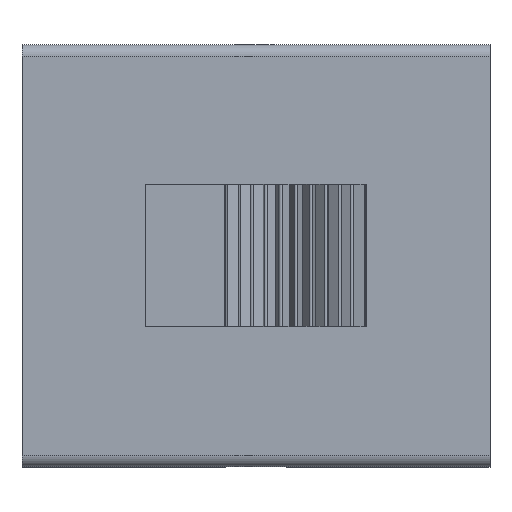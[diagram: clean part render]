
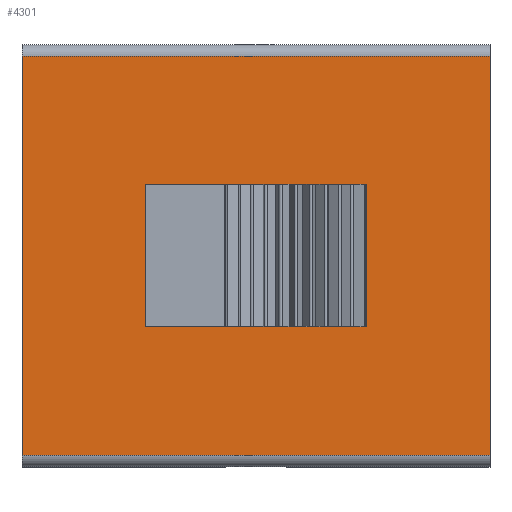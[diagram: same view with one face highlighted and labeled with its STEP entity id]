
A CAD part, top view. The second image highlights one B-rep face of the part: STEP entity #4301.
In plain terms, the highlighted planar face has unit normal (0, 0, 1).
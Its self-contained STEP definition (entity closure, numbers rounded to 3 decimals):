
#150=FACE_BOUND('',#785,.T.);
#311=PLANE('',#4756);
#531=FACE_OUTER_BOUND('',#784,.T.);
#784=EDGE_LOOP('',(#3873,#3874,#3875,#3876));
#785=EDGE_LOOP('',(#3877,#3878,#3879,#3880));
#1143=LINE('',#6793,#1631);
#1146=LINE('',#6799,#1634);
#1149=LINE('',#6805,#1637);
#1152=LINE('',#6809,#1640);
#1234=LINE('',#6987,#1722);
#1242=LINE('',#7010,#1730);
#1253=LINE('',#7037,#1741);
#1255=LINE('',#7040,#1743);
#1631=VECTOR('',#5569,10.);
#1634=VECTOR('',#5574,10.);
#1637=VECTOR('',#5579,10.);
#1640=VECTOR('',#5584,10.);
#1722=VECTOR('',#5732,10.);
#1730=VECTOR('',#5762,10.);
#1741=VECTOR('',#5795,10.);
#1743=VECTOR('',#5799,10.);
#2133=VERTEX_POINT('',#6790);
#2134=VERTEX_POINT('',#6792);
#2136=VERTEX_POINT('',#6798);
#2138=VERTEX_POINT('',#6804);
#2200=VERTEX_POINT('',#6984);
#2201=VERTEX_POINT('',#6986);
#2204=VERTEX_POINT('',#7007);
#2205=VERTEX_POINT('',#7009);
#2655=EDGE_CURVE('',#2134,#2133,#1143,.T.);
#2658=EDGE_CURVE('',#2136,#2134,#1146,.T.);
#2661=EDGE_CURVE('',#2138,#2136,#1149,.T.);
#2664=EDGE_CURVE('',#2133,#2138,#1152,.T.);
#2751=EDGE_CURVE('',#2201,#2200,#1234,.T.);
#2763=EDGE_CURVE('',#2205,#2204,#1242,.T.);
#2777=EDGE_CURVE('',#2205,#2200,#1253,.T.);
#2779=EDGE_CURVE('',#2201,#2204,#1255,.T.);
#3873=ORIENTED_EDGE('',*,*,#2763,.T.);
#3874=ORIENTED_EDGE('',*,*,#2779,.F.);
#3875=ORIENTED_EDGE('',*,*,#2751,.T.);
#3876=ORIENTED_EDGE('',*,*,#2777,.F.);
#3877=ORIENTED_EDGE('',*,*,#2655,.T.);
#3878=ORIENTED_EDGE('',*,*,#2664,.T.);
#3879=ORIENTED_EDGE('',*,*,#2661,.T.);
#3880=ORIENTED_EDGE('',*,*,#2658,.T.);
#4301=ADVANCED_FACE('',(#531,#150),#311,.T.);
#4756=AXIS2_PLACEMENT_3D('',#7039,#5797,#5798);
#5569=DIRECTION('',(0.,1.,0.));
#5574=DIRECTION('',(-1.,0.,0.));
#5579=DIRECTION('',(0.,-1.,0.));
#5584=DIRECTION('',(1.,0.,0.));
#5732=DIRECTION('',(1.,0.,0.));
#5762=DIRECTION('',(-1.,0.,0.));
#5795=DIRECTION('',(0.,-1.,0.));
#5797=DIRECTION('center_axis',(0.,0.,1.));
#5798=DIRECTION('ref_axis',(1.,0.,0.));
#5799=DIRECTION('',(0.,1.,0.));
#6790=CARTESIAN_POINT('',(-3.01,1.93,0.28));
#6792=CARTESIAN_POINT('',(-3.01,-1.93,0.28));
#6793=CARTESIAN_POINT('',(-3.01,0.965,0.28));
#6798=CARTESIAN_POINT('',(3.01,-1.93,0.28));
#6799=CARTESIAN_POINT('',(-1.505,-1.93,0.28));
#6804=CARTESIAN_POINT('',(3.01,1.93,0.28));
#6805=CARTESIAN_POINT('',(3.01,-0.965,0.28));
#6809=CARTESIAN_POINT('',(1.505,1.93,0.28));
#6984=CARTESIAN_POINT('',(6.35,-5.417,0.28));
#6986=CARTESIAN_POINT('',(-6.35,-5.417,0.28));
#6987=CARTESIAN_POINT('',(-3.175,-5.417,0.28));
#7007=CARTESIAN_POINT('',(-6.35,5.417,0.28));
#7009=CARTESIAN_POINT('',(6.35,5.417,0.28));
#7010=CARTESIAN_POINT('',(3.175,5.417,0.28));
#7037=CARTESIAN_POINT('',(6.35,-5.725,0.28));
#7039=CARTESIAN_POINT('Origin',(0.,0.,0.28));
#7040=CARTESIAN_POINT('',(-6.35,5.725,0.28));
